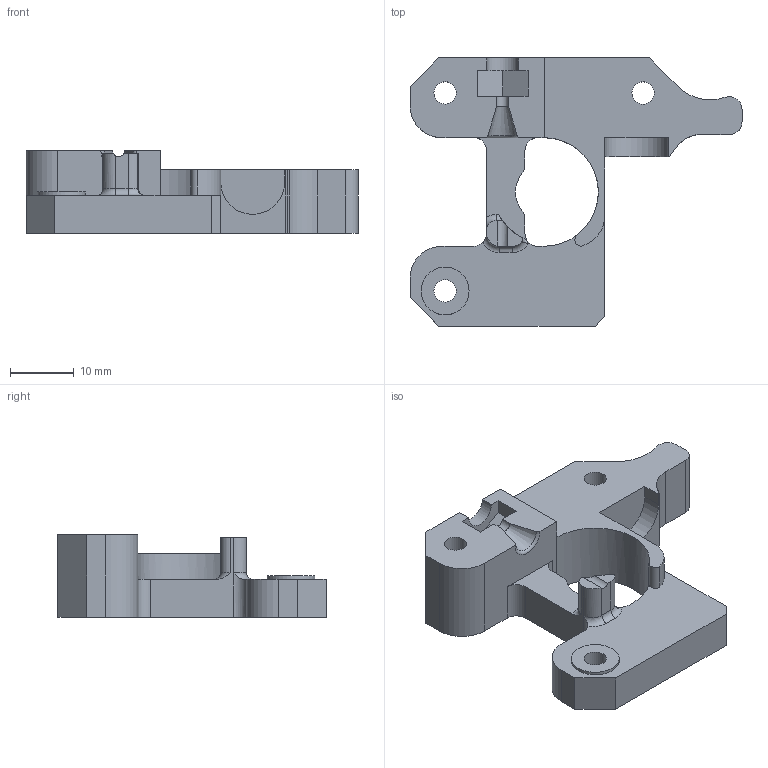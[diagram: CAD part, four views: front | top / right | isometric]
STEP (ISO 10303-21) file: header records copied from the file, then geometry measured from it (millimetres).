
FILE_DESCRIPTION((''),'2;1');
FILE_NAME('DIRECT DRIVE EXTRUDER COVER LEFT.stp','2015-01-29T11:29:52',('jge'),(''),'Autodesk Inventor 2012','Autodesk Inventor 2012','');
FILE_SCHEMA(('AUTOMOTIVE_DESIGN { 1 0 10303 214 1 1 1 1 }'));
Length unit declared in the file: millimetre
Products named in the file (1): MOLDED PART 2_MIR
Bounding box: 52 x 42 x 13 mm (x, y, z)
Volume: 7827.4 mm3; surface area: 5547.2 mm2
Topology: 1 solids, 1 shells, 102 faces, 280 edges, 185 vertices
Faces by surface type: plane 49, cylinder 47, torus 4, bspline 1, cone 1
Full cylindrical faces by diameter (mm): 3.5 x3, 6 x3, 7.5 x1
Entity records: 3447 total; most frequent: CARTESIAN_POINT 653, DIRECTION 569, ORIENTED_EDGE 544, EDGE_CURVE 272, AXIS2_PLACEMENT_3D 203, VERTEX_POINT 184, VECTOR 163, LINE 163
